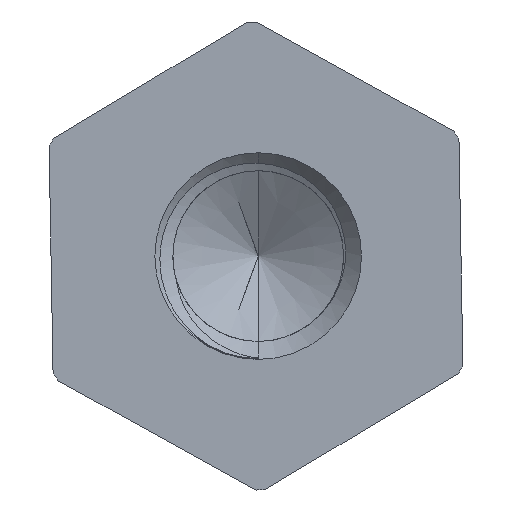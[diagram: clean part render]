
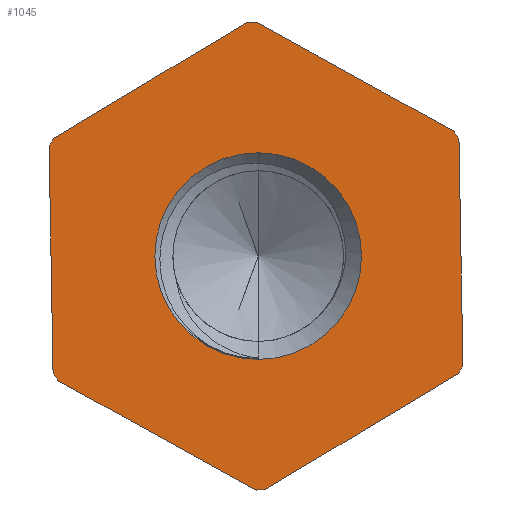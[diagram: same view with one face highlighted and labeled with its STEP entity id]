
A CAD part, front view. The second image highlights one B-rep face of the part: STEP entity #1045.
In plain terms, the highlighted planar face has unit normal (0, -1, 0).
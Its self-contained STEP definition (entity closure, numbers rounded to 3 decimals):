
#1 = VERTEX_POINT ( 'NONE', #1722 ) ;
#30 = ORIENTED_EDGE ( 'NONE', *, *, #1192, .T. ) ;
#35 = AXIS2_PLACEMENT_3D ( 'NONE', #1596, #508, #2575 ) ;
#163 = FACE_BOUND ( 'NONE', #312, .T. ) ;
#173 = VERTEX_POINT ( 'NONE', #1950 ) ;
#182 = EDGE_CURVE ( 'NONE', #1891, #2221, #2667, .T. ) ;
#190 = VERTEX_POINT ( 'NONE', #2143 ) ;
#202 = CARTESIAN_POINT ( 'NONE',  ( -0.018, 0., -6.85 ) ) ;
#204 = VERTEX_POINT ( 'NONE', #1232 ) ;
#212 = EDGE_CURVE ( 'NONE', #250, #1891, #2863, .T. ) ;
#223 = EDGE_CURVE ( 'NONE', #2076, #959, #2647, .T. ) ;
#250 = VERTEX_POINT ( 'NONE', #1519 ) ;
#289 = EDGE_CURVE ( 'NONE', #470, #801, #2223, .T. ) ;
#299 = DIRECTION ( 'NONE',  ( -0.017, 0., 1. ) ) ;
#312 = EDGE_LOOP ( 'NONE', ( #2975, #2656 ) ) ;
#314 = CARTESIAN_POINT ( 'NONE',  ( 0.064, 0., -0.003 ) ) ;
#320 = ORIENTED_EDGE ( 'NONE', *, *, #1450, .T. ) ;
#327 = DIRECTION ( 'NONE',  ( -0.857, 0., -0.515 ) ) ;
#340 = DIRECTION ( 'NONE',  ( 0., -1., 0. ) ) ;
#384 = AXIS2_PLACEMENT_3D ( 'NONE', #314, #2205, #1035 ) ;
#397 = ORIENTED_EDGE ( 'NONE', *, *, #862, .T. ) ;
#404 = DIRECTION ( 'NONE',  ( 0., 0., -1. ) ) ;
#408 = CARTESIAN_POINT ( 'NONE',  ( 0., 0., 0. ) ) ;
#439 = ORIENTED_EDGE ( 'NONE', *, *, #1074, .T. ) ;
#470 = VERTEX_POINT ( 'NONE', #2121 ) ;
#475 = VECTOR ( 'NONE', #299, 1000. ) ;
#508 = DIRECTION ( 'NONE',  ( 0., -1., 0. ) ) ;
#525 = CARTESIAN_POINT ( 'NONE',  ( 0., 0., 0. ) ) ;
#534 = AXIS2_PLACEMENT_3D ( 'NONE', #1453, #340, #544 ) ;
#539 = EDGE_CURVE ( 'NONE', #959, #1, #1015, .T. ) ;
#544 = DIRECTION ( 'NONE',  ( 0., 0., -1. ) ) ;
#672 = EDGE_CURVE ( 'NONE', #1, #250, #1682, .T. ) ;
#721 = DIRECTION ( 'NONE',  ( 0., 0., -1. ) ) ;
#748 = DIRECTION ( 'NONE',  ( 0.857, 0., 0.515 ) ) ;
#760 = LINE ( 'NONE', #1698, #1601 ) ;
#763 = CARTESIAN_POINT ( 'NONE',  ( 0., 0., 0. ) ) ;
#765 = CARTESIAN_POINT ( 'NONE',  ( 0.064, 0., 3.022 ) ) ;
#767 = EDGE_CURVE ( 'NONE', #173, #2076, #1552, .T. ) ;
#777 = CIRCLE ( 'NONE', #926, 6.85 ) ;
#801 = VERTEX_POINT ( 'NONE', #765 ) ;
#836 = EDGE_LOOP ( 'NONE', ( #320, #1521, #30, #1807, #2841, #3039, #1628, #1367, #1864, #439, #1983, #397, #2311 ) ) ;
#837 = EDGE_CURVE ( 'NONE', #801, #470, #1258, .T. ) ;
#862 = EDGE_CURVE ( 'NONE', #2527, #2794, #1882, .T. ) ;
#910 = CARTESIAN_POINT ( 'NONE',  ( 6.057, 0., -3.2 ) ) ;
#926 = AXIS2_PLACEMENT_3D ( 'NONE', #408, #1498, #2265 ) ;
#929 = CARTESIAN_POINT ( 'NONE',  ( -5.923, 0., 3.441 ) ) ;
#959 = VERTEX_POINT ( 'NONE', #2751 ) ;
#971 = AXIS2_PLACEMENT_3D ( 'NONE', #1287, #2212, #404 ) ;
#1002 = DIRECTION ( 'NONE',  ( 0.017, 0., -1. ) ) ;
#1015 = CIRCLE ( 'NONE', #534, 6.85 ) ;
#1035 = DIRECTION ( 'NONE',  ( 0., 0., -1. ) ) ;
#1045 = ADVANCED_FACE ( 'NONE', ( #163, #1096 ), #2014, .T. ) ;
#1067 = DIRECTION ( 'NONE',  ( 0., 0., -1. ) ) ;
#1074 = EDGE_CURVE ( 'NONE', #2221, #2945, #2675, .T. ) ;
#1096 = FACE_OUTER_BOUND ( 'NONE', #836, .T. ) ;
#1137 = AXIS2_PLACEMENT_3D ( 'NONE', #1796, #2224, #1067 ) ;
#1187 = CARTESIAN_POINT ( 'NONE',  ( -0.257, 0., 6.845 ) ) ;
#1192 = EDGE_CURVE ( 'NONE', #190, #173, #760, .T. ) ;
#1212 = AXIS2_PLACEMENT_3D ( 'NONE', #2562, #1842, #721 ) ;
#1232 = CARTESIAN_POINT ( 'NONE',  ( 0., 0., -6.85 ) ) ;
#1258 = CIRCLE ( 'NONE', #384, 3.025 ) ;
#1287 = CARTESIAN_POINT ( 'NONE',  ( 0., 0., 0. ) ) ;
#1303 = CARTESIAN_POINT ( 'NONE',  ( 0.064, 0., -0.003 ) ) ;
#1367 = ORIENTED_EDGE ( 'NONE', *, *, #212, .T. ) ;
#1399 = CARTESIAN_POINT ( 'NONE',  ( -6.06, 0., 3.359 ) ) ;
#1446 = DIRECTION ( 'NONE',  ( 0., -1., 0. ) ) ;
#1450 = EDGE_CURVE ( 'NONE', #2102, #204, #777, .T. ) ;
#1453 = CARTESIAN_POINT ( 'NONE',  ( 0., 0., 0. ) ) ;
#1498 = DIRECTION ( 'NONE',  ( 0., -1., 0. ) ) ;
#1519 = CARTESIAN_POINT ( 'NONE',  ( 0.018, 0., 6.85 ) ) ;
#1521 = ORIENTED_EDGE ( 'NONE', *, *, #2860, .T. ) ;
#1552 = CIRCLE ( 'NONE', #971, 6.85 ) ;
#1584 = CARTESIAN_POINT ( 'NONE',  ( -5.799, 0., -3.645 ) ) ;
#1596 = CARTESIAN_POINT ( 'NONE',  ( 0., 0., 0. ) ) ;
#1601 = VECTOR ( 'NONE', #748, 1000. ) ;
#1628 = ORIENTED_EDGE ( 'NONE', *, *, #672, .T. ) ;
#1654 = LINE ( 'NONE', #2737, #2399 ) ;
#1682 = LINE ( 'NONE', #2630, #2623 ) ;
#1687 = DIRECTION ( 'NONE',  ( 0., 0., -1. ) ) ;
#1698 = CARTESIAN_POINT ( 'NONE',  ( 0.121, 0., -6.927 ) ) ;
#1711 = DIRECTION ( 'NONE',  ( 0., -1., 0. ) ) ;
#1722 = CARTESIAN_POINT ( 'NONE',  ( 5.799, 0., 3.645 ) ) ;
#1785 = CARTESIAN_POINT ( 'NONE',  ( -5.941, 0., -3.409 ) ) ;
#1796 = CARTESIAN_POINT ( 'NONE',  ( 0., 0., 0. ) ) ;
#1807 = ORIENTED_EDGE ( 'NONE', *, *, #767, .T. ) ;
#1809 = DIRECTION ( 'NONE',  ( 0., 0., -1. ) ) ;
#1842 = DIRECTION ( 'NONE',  ( 0., -1., 0. ) ) ;
#1864 = ORIENTED_EDGE ( 'NONE', *, *, #182, .T. ) ;
#1882 = CIRCLE ( 'NONE', #2082, 6.85 ) ;
#1891 = VERTEX_POINT ( 'NONE', #1187 ) ;
#1895 = EDGE_CURVE ( 'NONE', #2945, #2527, #2361, .T. ) ;
#1950 = CARTESIAN_POINT ( 'NONE',  ( 5.923, 0., -3.441 ) ) ;
#1983 = ORIENTED_EDGE ( 'NONE', *, *, #1895, .T. ) ;
#2014 = PLANE ( 'NONE',  #1212 ) ;
#2076 = VERTEX_POINT ( 'NONE', #910 ) ;
#2082 = AXIS2_PLACEMENT_3D ( 'NONE', #525, #1446, #2379 ) ;
#2102 = VERTEX_POINT ( 'NONE', #202 ) ;
#2111 = CARTESIAN_POINT ( 'NONE',  ( -6.057, 0., 3.2 ) ) ;
#2121 = CARTESIAN_POINT ( 'NONE',  ( 0.064, 0., -3.028 ) ) ;
#2143 = CARTESIAN_POINT ( 'NONE',  ( 0.257, 0., -6.845 ) ) ;
#2163 = DIRECTION ( 'NONE',  ( -0.875, 0., 0.485 ) ) ;
#2205 = DIRECTION ( 'NONE',  ( 0., -1., 0. ) ) ;
#2212 = DIRECTION ( 'NONE',  ( 0., -1., 0. ) ) ;
#2221 = VERTEX_POINT ( 'NONE', #929 ) ;
#2223 = CIRCLE ( 'NONE', #2818, 3.025 ) ;
#2224 = DIRECTION ( 'NONE',  ( 0., -1., 0. ) ) ;
#2265 = DIRECTION ( 'NONE',  ( 0., 0., -1. ) ) ;
#2283 = DIRECTION ( 'NONE',  ( 0., -1., 0. ) ) ;
#2288 = DIRECTION ( 'NONE',  ( 0.875, 0., -0.485 ) ) ;
#2311 = ORIENTED_EDGE ( 'NONE', *, *, #2784, .T. ) ;
#2320 = AXIS2_PLACEMENT_3D ( 'NONE', #763, #1711, #1687 ) ;
#2361 = LINE ( 'NONE', #1399, #2786 ) ;
#2378 = CARTESIAN_POINT ( 'NONE',  ( -0.121, 0., 6.927 ) ) ;
#2379 = DIRECTION ( 'NONE',  ( 0., 0., -1. ) ) ;
#2399 = VECTOR ( 'NONE', #2288, 1000. ) ;
#2471 = VECTOR ( 'NONE', #327, 1000. ) ;
#2527 = VERTEX_POINT ( 'NONE', #1785 ) ;
#2562 = CARTESIAN_POINT ( 'NONE',  ( 0., 0., 0. ) ) ;
#2575 = DIRECTION ( 'NONE',  ( 0., 0., -1. ) ) ;
#2619 = CARTESIAN_POINT ( 'NONE',  ( 6.06, 0., -3.359 ) ) ;
#2623 = VECTOR ( 'NONE', #2163, 1000. ) ;
#2630 = CARTESIAN_POINT ( 'NONE',  ( 5.939, 0., 3.568 ) ) ;
#2644 = CIRCLE ( 'NONE', #1137, 6.85 ) ;
#2647 = LINE ( 'NONE', #2619, #475 ) ;
#2656 = ORIENTED_EDGE ( 'NONE', *, *, #837, .F. ) ;
#2667 = LINE ( 'NONE', #2378, #2471 ) ;
#2675 = CIRCLE ( 'NONE', #35, 6.85 ) ;
#2737 = CARTESIAN_POINT ( 'NONE',  ( -5.939, 0., -3.568 ) ) ;
#2751 = CARTESIAN_POINT ( 'NONE',  ( 5.941, 0., 3.409 ) ) ;
#2784 = EDGE_CURVE ( 'NONE', #2794, #2102, #1654, .T. ) ;
#2786 = VECTOR ( 'NONE', #1002, 1000. ) ;
#2794 = VERTEX_POINT ( 'NONE', #1584 ) ;
#2818 = AXIS2_PLACEMENT_3D ( 'NONE', #1303, #2283, #1809 ) ;
#2841 = ORIENTED_EDGE ( 'NONE', *, *, #223, .T. ) ;
#2860 = EDGE_CURVE ( 'NONE', #204, #190, #2644, .T. ) ;
#2863 = CIRCLE ( 'NONE', #2320, 6.85 ) ;
#2945 = VERTEX_POINT ( 'NONE', #2111 ) ;
#2975 = ORIENTED_EDGE ( 'NONE', *, *, #289, .F. ) ;
#3039 = ORIENTED_EDGE ( 'NONE', *, *, #539, .T. ) ;
